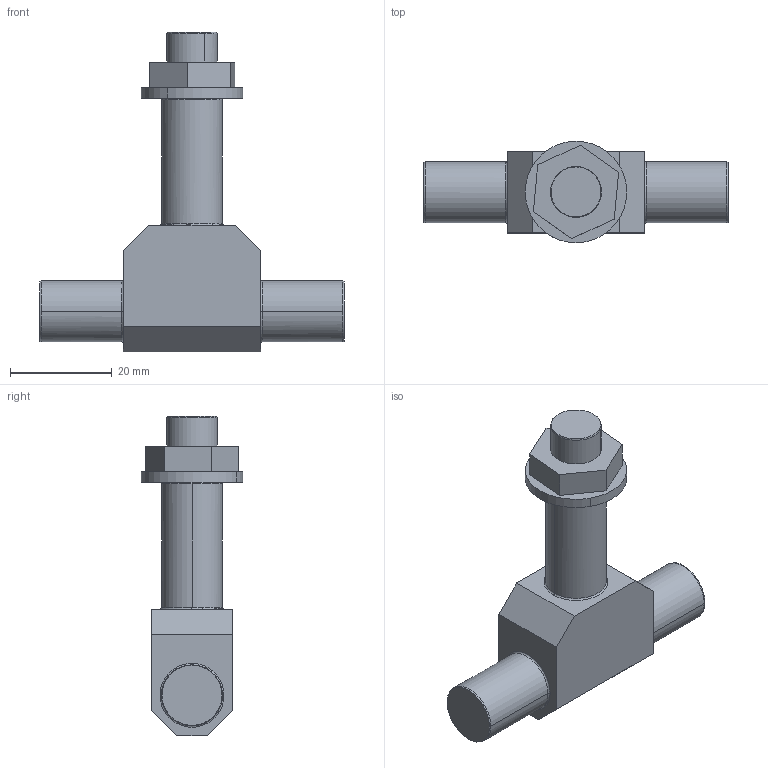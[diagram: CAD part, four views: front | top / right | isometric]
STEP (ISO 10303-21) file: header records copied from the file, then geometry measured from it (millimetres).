
FILE_DESCRIPTION (( 'STEP AP203' ), '1' );
FILE_NAME ('Croission_AllCATPart.stp_Default_sldprt.STEP', '2024-12-16T15:04:32', ( '' ), ( '' ), 'SwSTEP 2.0', 'SolidWorks 2024', '' );
FILE_SCHEMA (( 'CONFIG_CONTROL_DESIGN' ));
Length unit declared in the file: millimetre
Products named in the file (1): Croission_AllCATPart.stp_Default_sldprt
Bounding box: 60 x 19.99 x 63 mm (x, y, z)
Volume: 18467.2 mm3; surface area: 6632.4 mm2
Topology: 3 solids, 3 shells, 63 faces, 141 edges, 88 vertices
Faces by surface type: plane 24, cylinder 14, torus 13, cone 12
Entity records: 1902 total; most frequent: CARTESIAN_POINT 371, DIRECTION 328, ORIENTED_EDGE 282, EDGE_CURVE 141, AXIS2_PLACEMENT_3D 130, VERTEX_POINT 88, EDGE_LOOP 71, VECTOR 68
